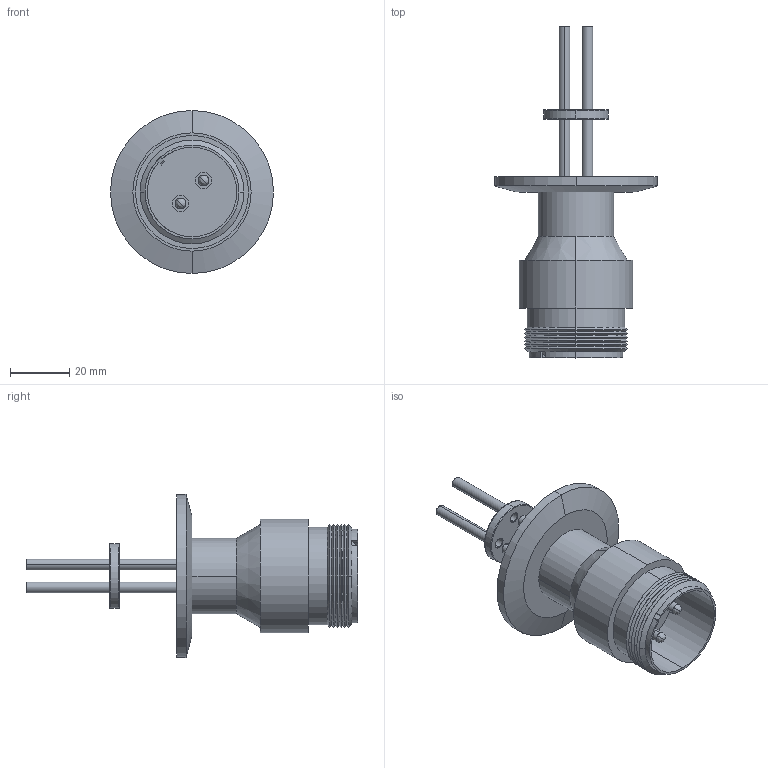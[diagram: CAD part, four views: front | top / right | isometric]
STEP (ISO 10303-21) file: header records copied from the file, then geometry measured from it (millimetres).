
FILE_DESCRIPTION (( 'STEP AP214' ), '1' );
FILE_NAME ('221-40MO700-2-K40.STEP', '2014-07-21T14:42:49', ( 'allectra' ), ( 'Microsoft' ), 'SwSTEP 2.0', 'SolidWorks 2014', '' );
FILE_SCHEMA (( 'AUTOMOTIVE_DESIGN' ));
Length unit declared in the file: millimetre
Products named in the file (1): 221-40MO700-2-K40
Bounding box: 54.89 x 111.76 x 54.89 mm (x, y, z)
Volume: 25721.7 mm3; surface area: 23199.5 mm2
Topology: 2 solids, 3 shells, 157 faces, 364 edges, 230 vertices
Faces by surface type: cylinder 65, cone 50, plane 34, bspline 8
Entity records: 4847 total; most frequent: CARTESIAN_POINT 1069, DIRECTION 867, ORIENTED_EDGE 720, AXIS2_PLACEMENT_3D 364, EDGE_CURVE 360, VERTEX_POINT 230, CIRCLE 214, EDGE_LOOP 192
